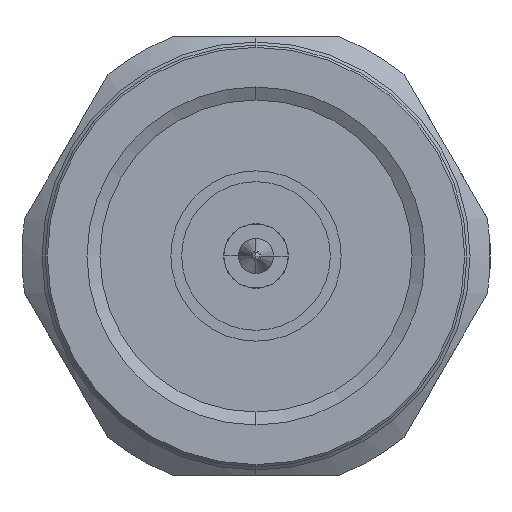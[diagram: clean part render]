
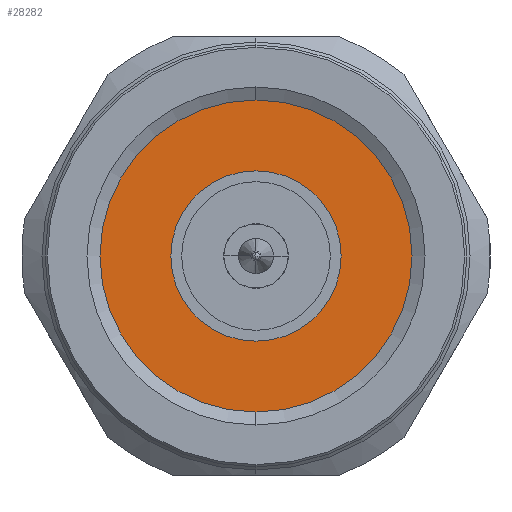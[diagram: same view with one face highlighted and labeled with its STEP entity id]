
A CAD part, left-side view. The second image highlights one B-rep face of the part: STEP entity #28282.
In plain terms, the highlighted planar face has unit normal (-1, 0, 0).
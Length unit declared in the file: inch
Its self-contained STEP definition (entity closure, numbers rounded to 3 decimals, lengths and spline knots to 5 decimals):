
#757 = PLANE ( 'NONE',  #24719 ) ;
#1382 = CARTESIAN_POINT ( 'NONE',  ( 0.35943, 0., 0. ) ) ;
#1585 = DIRECTION ( 'NONE',  ( 0., 0., -1. ) ) ;
#4355 = AXIS2_PLACEMENT_3D ( 'NONE', #20347, #7077, #17028 ) ;
#6418 = EDGE_CURVE ( 'NONE', #35183, #10374, #31485, .T. ) ;
#7077 = DIRECTION ( 'NONE',  ( 1., 0., 0. ) ) ;
#7586 = CIRCLE ( 'NONE', #20827, 0.34395 ) ;
#9183 = EDGE_CURVE ( 'NONE', #17464, #17988, #15638, .T. ) ;
#9671 = FACE_BOUND ( 'NONE', #11683, .T. ) ;
#10374 = VERTEX_POINT ( 'NONE', #30134 ) ;
#10703 = EDGE_CURVE ( 'NONE', #10374, #35183, #17669, .T. ) ;
#11650 = ORIENTED_EDGE ( 'NONE', *, *, #6418, .T. ) ;
#11683 = EDGE_LOOP ( 'NONE', ( #11650, #36781 ) ) ;
#15360 = EDGE_CURVE ( 'NONE', #17988, #17464, #7586, .T. ) ;
#15638 = CIRCLE ( 'NONE', #38759, 0.34395 ) ;
#15907 = FACE_OUTER_BOUND ( 'NONE', #32697, .T. ) ;
#16413 = CARTESIAN_POINT ( 'NONE',  ( 0.35943, 0., -0.34395 ) ) ;
#17028 = DIRECTION ( 'NONE',  ( 0., 0., -1. ) ) ;
#17464 = VERTEX_POINT ( 'NONE', #16413 ) ;
#17669 = CIRCLE ( 'NONE', #24297, 0.15748 ) ;
#17988 = VERTEX_POINT ( 'NONE', #40574 ) ;
#19838 = DIRECTION ( 'NONE',  ( 0., 0., 1. ) ) ;
#20347 = CARTESIAN_POINT ( 'NONE',  ( 0.35943, 0., 0. ) ) ;
#20827 = AXIS2_PLACEMENT_3D ( 'NONE', #36555, #30754, #24766 ) ;
#21637 = DIRECTION ( 'NONE',  ( 0., 0., -1. ) ) ;
#23705 = CARTESIAN_POINT ( 'NONE',  ( 0.35943, 0., -0.15748 ) ) ;
#24297 = AXIS2_PLACEMENT_3D ( 'NONE', #1382, #36379, #1585 ) ;
#24719 = AXIS2_PLACEMENT_3D ( 'NONE', #35349, #32259, #19838 ) ;
#24766 = DIRECTION ( 'NONE',  ( 0., 0., -1. ) ) ;
#25503 = ORIENTED_EDGE ( 'NONE', *, *, #15360, .F. ) ;
#28282 = ADVANCED_FACE ( 'NONE', ( #9671, #15907 ), #757, .T. ) ;
#30134 = CARTESIAN_POINT ( 'NONE',  ( 0.35943, 0., 0.15748 ) ) ;
#30147 = ORIENTED_EDGE ( 'NONE', *, *, #9183, .F. ) ;
#30730 = DIRECTION ( 'NONE',  ( 1., 0., 0. ) ) ;
#30754 = DIRECTION ( 'NONE',  ( 1., 0., 0. ) ) ;
#31485 = CIRCLE ( 'NONE', #4355, 0.15748 ) ;
#32259 = DIRECTION ( 'NONE',  ( -1., 0., 0. ) ) ;
#32697 = EDGE_LOOP ( 'NONE', ( #30147, #25503 ) ) ;
#35183 = VERTEX_POINT ( 'NONE', #23705 ) ;
#35349 = CARTESIAN_POINT ( 'NONE',  ( 0.35943, 0., 0.34395 ) ) ;
#36379 = DIRECTION ( 'NONE',  ( 1., 0., 0. ) ) ;
#36555 = CARTESIAN_POINT ( 'NONE',  ( 0.35943, 0., 0. ) ) ;
#36781 = ORIENTED_EDGE ( 'NONE', *, *, #10703, .T. ) ;
#36954 = CARTESIAN_POINT ( 'NONE',  ( 0.35943, 0., 0. ) ) ;
#38759 = AXIS2_PLACEMENT_3D ( 'NONE', #36954, #30730, #21637 ) ;
#40574 = CARTESIAN_POINT ( 'NONE',  ( 0.35943, 0., 0.34395 ) ) ;
